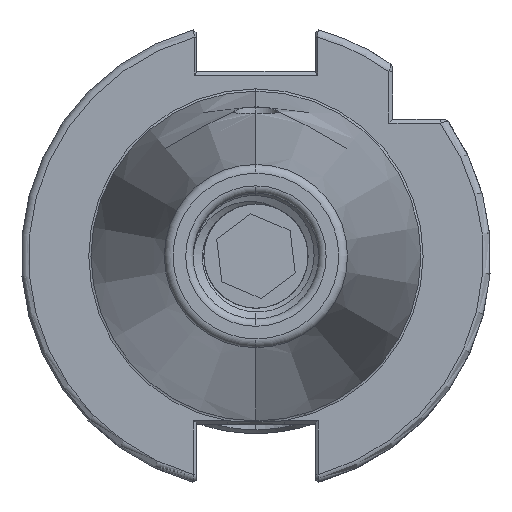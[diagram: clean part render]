
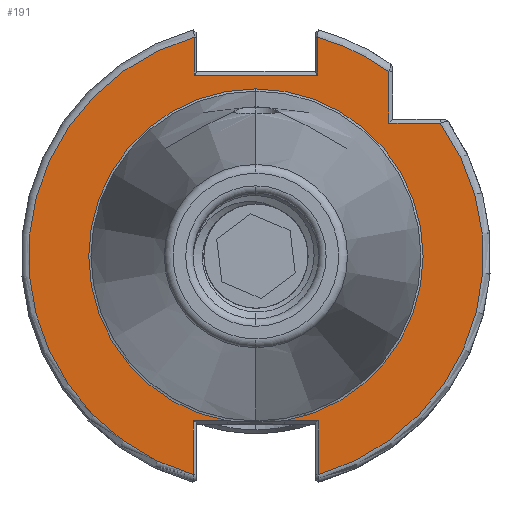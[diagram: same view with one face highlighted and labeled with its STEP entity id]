
A CAD part, left-side view. The second image highlights one B-rep face of the part: STEP entity #191.
In plain terms, the highlighted planar face has unit normal (-1, 0, 0).
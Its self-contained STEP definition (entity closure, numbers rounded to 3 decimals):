
#191 = ADVANCED_FACE ( 'NONE', ( #31358 ), #32131, .F. ) ;
#1710 = DIRECTION ( 'NONE',  ( 0., 0., -1. ) ) ;
#1716 = DIRECTION ( 'NONE',  ( 1., 0., 0. ) ) ;
#1717 = CARTESIAN_POINT ( 'NONE',  ( 0., 0., 0. ) ) ;
#2806 = CARTESIAN_POINT ( 'NONE',  ( 0., 0., 22.627 ) ) ;
#7231 = EDGE_LOOP ( 'NONE', ( #47909, #47982, #47932, #47906, #47964, #47942, #47943, #47911, #47907, #47912, #47934, #47922, #47963, #47908 ) ) ;
#8006 = VERTEX_POINT ( 'NONE', #2806 ) ;
#11727 = DIRECTION ( 'NONE',  ( 0., 0., 1. ) ) ;
#11744 = CARTESIAN_POINT ( 'NONE',  ( 0., -8.451, 0. ) ) ;
#11792 = DIRECTION ( 'NONE',  ( 0., 0., -1. ) ) ;
#11803 = CARTESIAN_POINT ( 'NONE',  ( 0., 8.451, 0. ) ) ;
#11838 = CARTESIAN_POINT ( 'NONE',  ( 0., 0., 0. ) ) ;
#11883 = DIRECTION ( 'NONE',  ( 0., 0., -1. ) ) ;
#11911 = DIRECTION ( 'NONE',  ( 1., 0., 0. ) ) ;
#11936 = CARTESIAN_POINT ( 'NONE',  ( 0., -8.335, 25. ) ) ;
#11951 = CARTESIAN_POINT ( 'NONE',  ( 0., 0., 0. ) ) ;
#11952 = DIRECTION ( 'NONE',  ( 0., 0., -1. ) ) ;
#11954 = DIRECTION ( 'NONE',  ( -1., 0., 0. ) ) ;
#11959 = DIRECTION ( 'NONE',  ( 0., 0., -1. ) ) ;
#11992 = CARTESIAN_POINT ( 'NONE',  ( 0., 8.05, 24.5 ) ) ;
#11995 = DIRECTION ( 'NONE',  ( 0., 1., 0. ) ) ;
#12008 = CARTESIAN_POINT ( 'NONE',  ( 0., 22.692, -22.3 ) ) ;
#12011 = DIRECTION ( 'NONE',  ( -1., 0., 0. ) ) ;
#12021 = DIRECTION ( 'NONE',  ( 0., 0., -1. ) ) ;
#12029 = CARTESIAN_POINT ( 'NONE',  ( 0., 0., 0. ) ) ;
#12030 = CARTESIAN_POINT ( 'NONE',  ( 0., -18.5, 18. ) ) ;
#12033 = CARTESIAN_POINT ( 'NONE',  ( 0., 22.692, -22.3 ) ) ;
#12043 = DIRECTION ( 'NONE',  ( 0., -1., 0. ) ) ;
#12044 = DIRECTION ( 'NONE',  ( 0., 1., 0. ) ) ;
#12047 = CARTESIAN_POINT ( 'NONE',  ( 0., -18., 24.594 ) ) ;
#12049 = DIRECTION ( 'NONE',  ( 0., -1., 0. ) ) ;
#12053 = DIRECTION ( 'NONE',  ( 0., 0., 1. ) ) ;
#12111 = CARTESIAN_POINT ( 'NONE',  ( 0., 0., 0. ) ) ;
#12122 = DIRECTION ( 'NONE',  ( 0., 0., 1. ) ) ;
#12125 = DIRECTION ( 'NONE',  ( -1., 0., 0. ) ) ;
#12127 = DIRECTION ( 'NONE',  ( 0., 0., -1. ) ) ;
#12134 = CARTESIAN_POINT ( 'NONE',  ( 0., 8.335, 29.704 ) ) ;
#24695 = EDGE_CURVE ( 'NONE', #8006, #47929, #31620, .T. ) ;
#24842 = EDGE_CURVE ( 'NONE', #47198, #47150, #31945, .T. ) ;
#24843 = EDGE_CURVE ( 'NONE', #47200, #47250, #31971, .T. ) ;
#24858 = EDGE_CURVE ( 'NONE', #47240, #8006, #31984, .T. ) ;
#24861 = EDGE_CURVE ( 'NONE', #47150, #47190, #31940, .T. ) ;
#24864 = EDGE_CURVE ( 'NONE', #47183, #47227, #31964, .T. ) ;
#24873 = EDGE_CURVE ( 'NONE', #47227, #47260, #31937, .T. ) ;
#24889 = EDGE_CURVE ( 'NONE', #47250, #47240, #31887, .T. ) ;
#24890 = EDGE_CURVE ( 'NONE', #47929, #47198, #31901, .T. ) ;
#24892 = EDGE_CURVE ( 'NONE', #47190, #47194, #31916, .T. ) ;
#24896 = EDGE_CURVE ( 'NONE', #47194, #47141, #31918, .T. ) ;
#24899 = EDGE_CURVE ( 'NONE', #47141, #47183, #31957, .T. ) ;
#24917 = EDGE_CURVE ( 'NONE', #47228, #47200, #31951, .T. ) ;
#24927 = EDGE_CURVE ( 'NONE', #47260, #47228, #32092, .T. ) ;
#25216 = AXIS2_PLACEMENT_3D ( 'NONE', #32101, #32142, #32144 ) ;
#25229 = AXIS2_PLACEMENT_3D ( 'NONE', #1717, #1716, #1710 ) ;
#25265 = AXIS2_PLACEMENT_3D ( 'NONE', #11838, #11911, #11883 ) ;
#25266 = AXIS2_PLACEMENT_3D ( 'NONE', #12111, #12125, #12127 ) ;
#25267 = AXIS2_PLACEMENT_3D ( 'NONE', #12029, #12011, #12021 ) ;
#25269 = AXIS2_PLACEMENT_3D ( 'NONE', #11951, #11954, #11952 ) ;
#31358 = FACE_OUTER_BOUND ( 'NONE', #7231, .T. ) ;
#31620 = CIRCLE ( 'NONE', #25229, 22.627 ) ;
#31880 = VECTOR ( 'NONE', #12049, 1000. ) ;
#31884 = VECTOR ( 'NONE', #12044, 1000. ) ;
#31887 = LINE ( 'NONE', #12033, #31990 ) ;
#31894 = VECTOR ( 'NONE', #11727, 1000. ) ;
#31901 = LINE ( 'NONE', #12008, #31880 ) ;
#31905 = VECTOR ( 'NONE', #11792, 1000. ) ;
#31916 = LINE ( 'NONE', #12030, #31884 ) ;
#31918 = LINE ( 'NONE', #12047, #31925 ) ;
#31925 = VECTOR ( 'NONE', #12053, 1000. ) ;
#31937 = LINE ( 'NONE', #11992, #31979 ) ;
#31940 = CIRCLE ( 'NONE', #25269, 30.775 ) ;
#31945 = LINE ( 'NONE', #11744, #31905 ) ;
#31951 = CIRCLE ( 'NONE', #25266, 30.775 ) ;
#31957 = CIRCLE ( 'NONE', #25267, 30.775 ) ;
#31964 = LINE ( 'NONE', #11936, #31994 ) ;
#31971 = LINE ( 'NONE', #11803, #31894 ) ;
#31979 = VECTOR ( 'NONE', #11995, 1000. ) ;
#31984 = CIRCLE ( 'NONE', #25265, 22.627 ) ;
#31990 = VECTOR ( 'NONE', #12043, 1000. ) ;
#31994 = VECTOR ( 'NONE', #11959, 1000. ) ;
#32057 = VECTOR ( 'NONE', #12122, 1000. ) ;
#32092 = LINE ( 'NONE', #12134, #32057 ) ;
#32101 = CARTESIAN_POINT ( 'NONE',  ( 0., 22.692, 0. ) ) ;
#32131 = PLANE ( 'NONE',  #25216 ) ;
#32142 = DIRECTION ( 'NONE',  ( 1., 0., 0. ) ) ;
#32144 = DIRECTION ( 'NONE',  ( 0., 0., -1. ) ) ;
#47141 = VERTEX_POINT ( 'NONE', #55625 ) ;
#47150 = VERTEX_POINT ( 'NONE', #55629 ) ;
#47183 = VERTEX_POINT ( 'NONE', #55647 ) ;
#47190 = VERTEX_POINT ( 'NONE', #55679 ) ;
#47194 = VERTEX_POINT ( 'NONE', #55639 ) ;
#47198 = VERTEX_POINT ( 'NONE', #55699 ) ;
#47200 = VERTEX_POINT ( 'NONE', #55672 ) ;
#47227 = VERTEX_POINT ( 'NONE', #55660 ) ;
#47228 = VERTEX_POINT ( 'NONE', #55666 ) ;
#47240 = VERTEX_POINT ( 'NONE', #55708 ) ;
#47250 = VERTEX_POINT ( 'NONE', #55737 ) ;
#47260 = VERTEX_POINT ( 'NONE', #55746 ) ;
#47906 = ORIENTED_EDGE ( 'NONE', *, *, #24899, .T. ) ;
#47907 = ORIENTED_EDGE ( 'NONE', *, *, #24843, .T. ) ;
#47908 = ORIENTED_EDGE ( 'NONE', *, *, #24842, .T. ) ;
#47909 = ORIENTED_EDGE ( 'NONE', *, *, #24861, .T. ) ;
#47911 = ORIENTED_EDGE ( 'NONE', *, *, #24917, .T. ) ;
#47912 = ORIENTED_EDGE ( 'NONE', *, *, #24889, .T. ) ;
#47922 = ORIENTED_EDGE ( 'NONE', *, *, #24695, .T. ) ;
#47929 = VERTEX_POINT ( 'NONE', #55973 ) ;
#47932 = ORIENTED_EDGE ( 'NONE', *, *, #24896, .T. ) ;
#47934 = ORIENTED_EDGE ( 'NONE', *, *, #24858, .T. ) ;
#47942 = ORIENTED_EDGE ( 'NONE', *, *, #24873, .T. ) ;
#47943 = ORIENTED_EDGE ( 'NONE', *, *, #24927, .T. ) ;
#47963 = ORIENTED_EDGE ( 'NONE', *, *, #24890, .T. ) ;
#47964 = ORIENTED_EDGE ( 'NONE', *, *, #24864, .T. ) ;
#47982 = ORIENTED_EDGE ( 'NONE', *, *, #24892, .T. ) ;
#55625 = CARTESIAN_POINT ( 'NONE',  ( 0., -18., 24.962 ) ) ;
#55629 = CARTESIAN_POINT ( 'NONE',  ( 0., -8.451, -29.592 ) ) ;
#55639 = CARTESIAN_POINT ( 'NONE',  ( 0., -18., 18. ) ) ;
#55647 = CARTESIAN_POINT ( 'NONE',  ( 0., -8.335, 29.625 ) ) ;
#55660 = CARTESIAN_POINT ( 'NONE',  ( 0., -8.335, 24.5 ) ) ;
#55666 = CARTESIAN_POINT ( 'NONE',  ( 0., 8.335, 29.625 ) ) ;
#55672 = CARTESIAN_POINT ( 'NONE',  ( 0., 8.451, -29.592 ) ) ;
#55679 = CARTESIAN_POINT ( 'NONE',  ( 0., -24.962, 18. ) ) ;
#55699 = CARTESIAN_POINT ( 'NONE',  ( 0., -8.451, -22.3 ) ) ;
#55708 = CARTESIAN_POINT ( 'NONE',  ( 0., 3.833, -22.3 ) ) ;
#55737 = CARTESIAN_POINT ( 'NONE',  ( 0., 8.451, -22.3 ) ) ;
#55746 = CARTESIAN_POINT ( 'NONE',  ( 0., 8.335, 24.5 ) ) ;
#55973 = CARTESIAN_POINT ( 'NONE',  ( 0., -3.833, -22.3 ) ) ;
